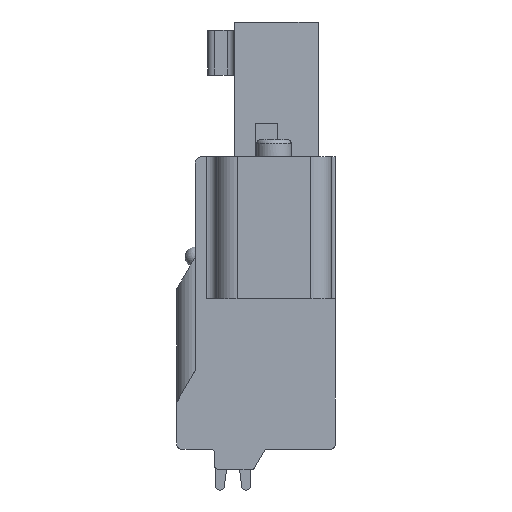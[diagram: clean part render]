
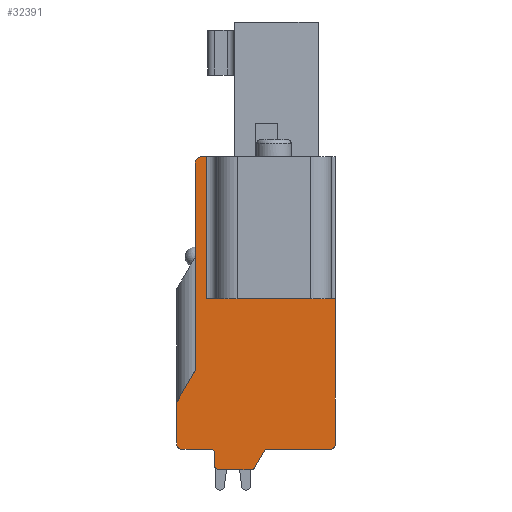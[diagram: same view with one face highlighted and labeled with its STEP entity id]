
A CAD part, front view. The second image highlights one B-rep face of the part: STEP entity #32391.
In plain terms, the highlighted planar face has unit normal (0, -1, 0).
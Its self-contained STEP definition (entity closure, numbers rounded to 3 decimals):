
#94=DIRECTION('',(-1.,0.,0.));
#95=VECTOR('',#94,0.25);
#96=CARTESIAN_POINT('',(-6.3,-11.43,0.));
#97=LINE('',#96,#95);
#3733=DIRECTION('',(0.,0.,-1.));
#3734=VECTOR('',#3733,10.141);
#3735=CARTESIAN_POINT('',(-6.85,-11.43,
-0.3));
#3736=LINE('',#3735,#3734);
#4112=DIRECTION('',(0.,0.,-1.));
#4113=VECTOR('',#4112,2.1);
#4114=CARTESIAN_POINT('',(-7.75,-11.43,-12.));
#4115=LINE('',#4114,#4113);
#4128=DIRECTION('',(1.,0.,0.));
#4129=VECTOR('',#4128,1.45);
#4130=CARTESIAN_POINT('',(-7.55,-11.43,-14.3));
#4131=LINE('',#4130,#4129);
#4136=DIRECTION('',(1.,0.,0.));
#4137=VECTOR('',#4136,3.107);
#4138=CARTESIAN_POINT('',(-3.307,-11.43,-14.3));
#4139=LINE('',#4138,#4137);
#4764=DIRECTION('',(0.,0.,1.));
#4765=VECTOR('',#4764,7.15);
#4766=CARTESIAN_POINT('',(0.,-11.43,-14.1));
#4767=LINE('',#4766,#4765);
#5242=DIRECTION('',(1.,0.,0.));
#5243=VECTOR('',#5242,6.3);
#5244=CARTESIAN_POINT('',(-6.3,-11.43,-6.95));
#5245=LINE('',#5244,#5243);
#5246=CARTESIAN_POINT('',(-0.2,-11.43,-14.1));
#5247=DIRECTION('',(0.,1.,0.));
#5248=DIRECTION('',(1.,0.,0.));
#5249=AXIS2_PLACEMENT_3D('',#5246,#5247,#5248);
#5251=CARTESIAN_POINT('',(-3.307,-11.43,-14.5));
#5252=DIRECTION('',(0.,-1.,0.));
#5253=DIRECTION('',(0.,0.,1.));
#5254=AXIS2_PLACEMENT_3D('',#5251,#5252,#5253);
#5256=DIRECTION('',(-0.5,0.,-0.866));
#5257=VECTOR('',#5256,0.924);
#5258=CARTESIAN_POINT('',(-3.48,-11.43,
-14.4));
#5259=LINE('',#5258,#5257);
#5260=CARTESIAN_POINT('',(-4.115,-11.43,-15.1));
#5261=DIRECTION('',(0.,1.,0.));
#5262=DIRECTION('',(0.866,0.,-0.5));
#5263=AXIS2_PLACEMENT_3D('',#5260,#5261,#5262);
#5265=CARTESIAN_POINT('',(-5.7,-11.43,-15.1));
#5266=DIRECTION('',(0.,1.,0.));
#5267=DIRECTION('',(0.,0.,-1.));
#5268=AXIS2_PLACEMENT_3D('',#5265,#5266,#5267);
#5270=CARTESIAN_POINT('',(-6.1,-11.43,-14.5));
#5271=DIRECTION('',(0.,-1.,0.));
#5272=DIRECTION('',(1.,0.,0.));
#5273=AXIS2_PLACEMENT_3D('',#5270,#5271,#5272);
#5275=CARTESIAN_POINT('',(-7.55,-11.43,-14.1));
#5276=DIRECTION('',(0.,1.,0.));
#5277=DIRECTION('',(0.,0.,-1.));
#5278=AXIS2_PLACEMENT_3D('',#5275,#5276,#5277);
#5280=DIRECTION('',(0.5,0.,0.866));
#5281=VECTOR('',#5280,1.8);
#5282=CARTESIAN_POINT('',(-7.75,-11.43,-12.));
#5283=LINE('',#5282,#5281);
#5284=CARTESIAN_POINT('',(-6.55,-11.43,-0.3));
#5285=DIRECTION('',(0.,1.,0.));
#5286=DIRECTION('',(-1.,0.,0.));
#5287=AXIS2_PLACEMENT_3D('',#5284,#5285,#5286);
#5293=DIRECTION('',(0.,0.,1.));
#5294=VECTOR('',#5293,6.95);
#5295=CARTESIAN_POINT('',(-6.3,-11.43,-6.95));
#5296=LINE('',#5295,#5294);
#5579=DIRECTION('',(0.,0.,-1.));
#5580=VECTOR('',#5579,0.6);
#5581=CARTESIAN_POINT('',(-5.9,-11.43,-14.5));
#5582=LINE('',#5581,#5580);
#5591=DIRECTION('',(1.,0.,0.));
#5592=VECTOR('',#5591,1.585);
#5593=CARTESIAN_POINT('',(-5.7,-11.43,-15.3));
#5594=LINE('',#5593,#5592);
#20197=CARTESIAN_POINT('',(-6.3,-11.43,0.));
#20198=VERTEX_POINT('',#20197);
#20199=CARTESIAN_POINT('',(-6.55,-11.43,0.));
#20200=VERTEX_POINT('',#20199);
#20297=CARTESIAN_POINT('',(0.,-11.43,-14.1));
#20298=CARTESIAN_POINT('',(0.,-11.43,-6.95));
#20299=VERTEX_POINT('',#20297);
#20300=VERTEX_POINT('',#20298);
#20301=CARTESIAN_POINT('',(-0.2,-11.43,-14.3));
#20302=VERTEX_POINT('',#20301);
#20303=CARTESIAN_POINT('',(-7.55,-11.43,-14.3));
#20304=CARTESIAN_POINT('',(-6.1,-11.43,-14.3));
#20305=VERTEX_POINT('',#20303);
#20306=VERTEX_POINT('',#20304);
#20311=CARTESIAN_POINT('',(-3.307,-11.43,-14.3));
#20312=VERTEX_POINT('',#20311);
#20892=CARTESIAN_POINT('',(-7.75,-11.43,-14.1));
#20893=VERTEX_POINT('',#20892);
#20904=CARTESIAN_POINT('',(-7.75,-11.43,-12.));
#20905=VERTEX_POINT('',#20904);
#20944=CARTESIAN_POINT('',(-6.85,-11.43,
-0.3));
#20945=VERTEX_POINT('',#20944);
#20946=CARTESIAN_POINT('',(-6.85,-11.43,
-10.441));
#20947=VERTEX_POINT('',#20946);
#21264=CARTESIAN_POINT('',(-6.3,-11.43,-6.95));
#21265=VERTEX_POINT('',#21264);
#21266=CARTESIAN_POINT('',(-3.48,-11.43,
-14.4));
#21267=VERTEX_POINT('',#21266);
#21268=CARTESIAN_POINT('',(-3.942,-11.43,
-15.2));
#21269=VERTEX_POINT('',#21268);
#21270=CARTESIAN_POINT('',(-4.115,-11.43,-15.3));
#21271=VERTEX_POINT('',#21270);
#21272=CARTESIAN_POINT('',(-5.7,-11.43,-15.3));
#21273=VERTEX_POINT('',#21272);
#21274=CARTESIAN_POINT('',(-5.9,-11.43,-15.1));
#21275=VERTEX_POINT('',#21274);
#21276=CARTESIAN_POINT('',(-5.9,-11.43,-14.5));
#21277=VERTEX_POINT('',#21276);
#32354=CARTESIAN_POINT('',(0.,-11.43,0.));
#32355=DIRECTION('',(0.,1.,0.));
#32356=DIRECTION('',(1.,0.,0.));
#32357=AXIS2_PLACEMENT_3D('',#32354,#32355,#32356);
#32358=PLANE('',#32357);
#32360=ORIENTED_EDGE('',*,*,#32359,.F.);
#32362=ORIENTED_EDGE('',*,*,#32361,.T.);
#32363=ORIENTED_EDGE('',*,*,#31758,.F.);
#32364=ORIENTED_EDGE('',*,*,#31742,.T.);
#32365=ORIENTED_EDGE('',*,*,#31113,.F.);
#32367=ORIENTED_EDGE('',*,*,#32366,.T.);
#32369=ORIENTED_EDGE('',*,*,#32368,.T.);
#32371=ORIENTED_EDGE('',*,*,#32370,.T.);
#32373=ORIENTED_EDGE('',*,*,#32372,.F.);
#32375=ORIENTED_EDGE('',*,*,#32374,.T.);
#32377=ORIENTED_EDGE('',*,*,#32376,.F.);
#32379=ORIENTED_EDGE('',*,*,#32378,.T.);
#32380=ORIENTED_EDGE('',*,*,#31105,.F.);
#32381=ORIENTED_EDGE('',*,*,#31082,.T.);
#32382=ORIENTED_EDGE('',*,*,#31067,.F.);
#32384=ORIENTED_EDGE('',*,*,#32383,.T.);
#32385=ORIENTED_EDGE('',*,*,#30523,.F.);
#32387=ORIENTED_EDGE('',*,*,#32386,.T.);
#32388=ORIENTED_EDGE('',*,*,#26042,.F.);
#32389=EDGE_LOOP('',(#32360,#32362,#32363,#32364,#32365,#32367,#32369,#32371,
#32373,#32375,#32377,#32379,#32380,#32381,#32382,#32384,#32385,#32387,#32388));
#32390=FACE_OUTER_BOUND('',#32389,.F.);
#5250=CIRCLE('',#5249,0.2);
#5255=CIRCLE('',#5254,0.2);
#5264=CIRCLE('',#5263,0.2);
#5269=CIRCLE('',#5268,0.2);
#5274=CIRCLE('',#5273,0.2);
#5279=CIRCLE('',#5278,0.2);
#5288=CIRCLE('',#5287,0.3);
#26042=EDGE_CURVE('',#20198,#20200,#97,.T.);
#30523=EDGE_CURVE('',#20945,#20947,#3736,.T.);
#31067=EDGE_CURVE('',#20905,#20893,#4115,.T.);
#31082=EDGE_CURVE('',#20305,#20893,#5279,.T.);
#31105=EDGE_CURVE('',#20305,#20306,#4131,.T.);
#31113=EDGE_CURVE('',#20312,#20302,#4139,.T.);
#31742=EDGE_CURVE('',#20299,#20302,#5250,.T.);
#31758=EDGE_CURVE('',#20299,#20300,#4767,.T.);
#32359=EDGE_CURVE('',#21265,#20198,#5296,.T.);
#32361=EDGE_CURVE('',#21265,#20300,#5245,.T.);
#32366=EDGE_CURVE('',#20312,#21267,#5255,.T.);
#32368=EDGE_CURVE('',#21267,#21269,#5259,.T.);
#32370=EDGE_CURVE('',#21269,#21271,#5264,.T.);
#32372=EDGE_CURVE('',#21273,#21271,#5594,.T.);
#32374=EDGE_CURVE('',#21273,#21275,#5269,.T.);
#32376=EDGE_CURVE('',#21277,#21275,#5582,.T.);
#32378=EDGE_CURVE('',#21277,#20306,#5274,.T.);
#32383=EDGE_CURVE('',#20905,#20947,#5283,.T.);
#32386=EDGE_CURVE('',#20945,#20200,#5288,.T.);
#32391=ADVANCED_FACE('',(#32390),#32358,.F.);
